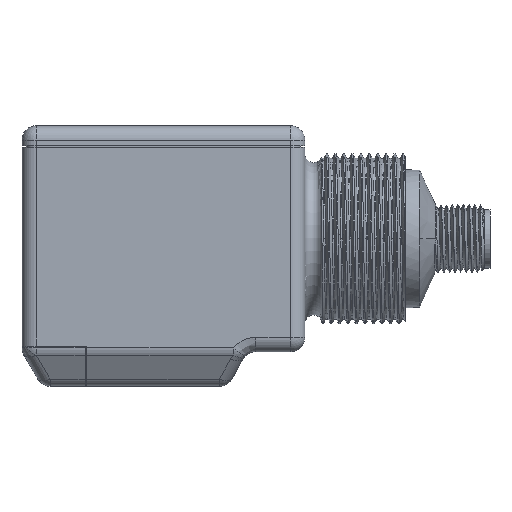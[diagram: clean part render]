
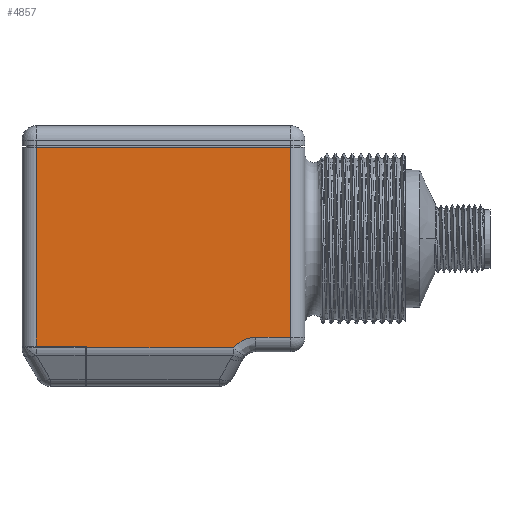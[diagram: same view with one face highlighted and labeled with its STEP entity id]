
A CAD part, left-side view. The second image highlights one B-rep face of the part: STEP entity #4857.
In plain terms, the highlighted planar face has unit normal (-1, 0, 0).
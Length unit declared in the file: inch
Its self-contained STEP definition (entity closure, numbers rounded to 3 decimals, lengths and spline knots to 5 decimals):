
#407=DIRECTION('',(0.,0.,-1.));
#408=VECTOR('',#407,1.324);
#409=CARTESIAN_POINT('',(0.,0.1,0.));
#410=LINE('',#409,#408);
#420=DIRECTION('',(0.,-1.,0.));
#421=VECTOR('',#420,0.35);
#422=CARTESIAN_POINT('',(0.,1.87,-1.384));
#423=LINE('',#422,#421);
#424=DIRECTION('',(0.,0.,1.));
#425=VECTOR('',#424,0.01321);
#426=CARTESIAN_POINT('',(0.,1.52,-1.39721));
#427=LINE('',#426,#425);
#460=DIRECTION('',(0.,0.,-1.));
#461=VECTOR('',#460,1.384);
#462=CARTESIAN_POINT('',(0.,1.87,0.));
#463=LINE('',#462,#461);
#481=DIRECTION('',(0.,1.,0.));
#482=VECTOR('',#481,1.77);
#483=CARTESIAN_POINT('',(0.,0.1,0.));
#484=LINE('',#483,#482);
#3607=DIRECTION('',(0.,1.,0.));
#3608=VECTOR('',#3607,0.24226);
#3609=CARTESIAN_POINT('',(0.,0.1,-1.324));
#3610=LINE('',#3609,#3608);
#3630=CARTESIAN_POINT('',(0.,0.34226,-1.324));
#3631=CARTESIAN_POINT('',(0.,0.3516,-1.324));
#3632=CARTESIAN_POINT('',(0.,0.37035,
-1.32529));
#3633=CARTESIAN_POINT('',(0.,0.39912,
-1.33148));
#3634=CARTESIAN_POINT('',(0.,0.42721,
-1.3421));
#3635=CARTESIAN_POINT('',(0.,0.4536,
-1.35693));
#3636=CARTESIAN_POINT('',(0.,0.47735,
-1.37552));
#3637=CARTESIAN_POINT('',(0.,0.49075,
-1.38966));
#3638=CARTESIAN_POINT('',(0.,0.49694,
-1.39721));
#3686=DIRECTION('',(0.,1.,0.));
#3687=VECTOR('',#3686,1.02306);
#3688=CARTESIAN_POINT('',(0.,0.49694,
-1.39721));
#3689=LINE('',#3688,#3687);
#3729=CARTESIAN_POINT('',(0.,1.52,-1.384));
#3730=VERTEX_POINT('',#3729);
#3745=CARTESIAN_POINT('',(0.,0.34226,-1.324));
#3747=VERTEX_POINT('',#3745);
#3811=CARTESIAN_POINT('',(0.,0.49694,
-1.39721));
#3812=CARTESIAN_POINT('',(0.,1.52,-1.39721));
#3813=VERTEX_POINT('',#3811);
#3814=VERTEX_POINT('',#3812);
#3839=CARTESIAN_POINT('',(0.,1.87,0.));
#3840=CARTESIAN_POINT('',(0.,1.87,-1.384));
#3841=VERTEX_POINT('',#3839);
#3842=VERTEX_POINT('',#3840);
#3843=CARTESIAN_POINT('',(0.,0.1,0.));
#3844=CARTESIAN_POINT('',(0.,0.1,-1.324));
#3845=VERTEX_POINT('',#3843);
#3846=VERTEX_POINT('',#3844);
#4836=CARTESIAN_POINT('',(0.,0.,0.));
#4837=DIRECTION('',(-1.,0.,0.));
#4838=DIRECTION('',(0.,1.,0.));
#4839=AXIS2_PLACEMENT_3D('',#4836,#4837,#4838);
#4840=PLANE('',#4839);
#4842=ORIENTED_EDGE('',*,*,#4841,.F.);
#4844=ORIENTED_EDGE('',*,*,#4843,.F.);
#4846=ORIENTED_EDGE('',*,*,#4845,.F.);
#4847=ORIENTED_EDGE('',*,*,#4826,.T.);
#4849=ORIENTED_EDGE('',*,*,#4848,.T.);
#4851=ORIENTED_EDGE('',*,*,#4850,.T.);
#4853=ORIENTED_EDGE('',*,*,#4852,.T.);
#4854=ORIENTED_EDGE('',*,*,#4449,.T.);
#4855=EDGE_LOOP('',(#4842,#4844,#4846,#4847,#4849,#4851,#4853,#4854));
#4856=FACE_OUTER_BOUND('',#4855,.F.);
#4857=ADVANCED_FACE('',(#4856),#4840,.T.);
#3639=B_SPLINE_CURVE_WITH_KNOTS('',3,(#3630,#3631,#3632,#3633,#3634,#3635,#3636,
#3637,#3638),.UNSPECIFIED.,.F.,.F.,(4,1,1,1,1,1,4),(0.,0.16667,
0.33333,0.5,0.66667,0.83333,1.),
.UNSPECIFIED.);
#4449=EDGE_CURVE('',#3814,#3730,#427,.T.);
#4826=EDGE_CURVE('',#3845,#3846,#410,.T.);
#4841=EDGE_CURVE('',#3842,#3730,#423,.T.);
#4843=EDGE_CURVE('',#3841,#3842,#463,.T.);
#4845=EDGE_CURVE('',#3845,#3841,#484,.T.);
#4848=EDGE_CURVE('',#3846,#3747,#3610,.T.);
#4850=EDGE_CURVE('',#3747,#3813,#3639,.T.);
#4852=EDGE_CURVE('',#3813,#3814,#3689,.T.);
